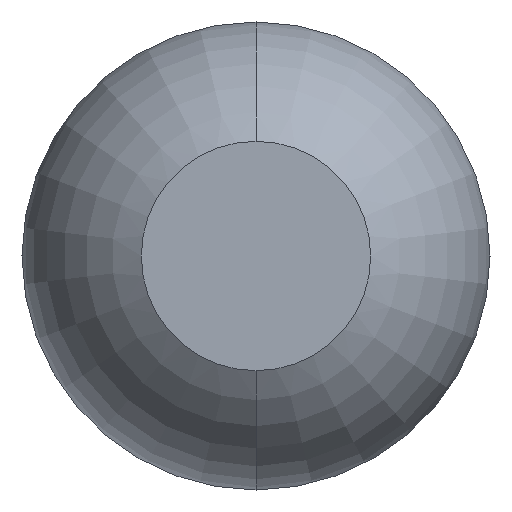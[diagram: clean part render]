
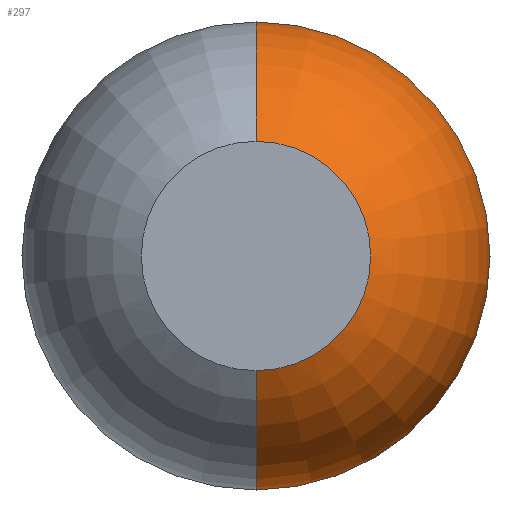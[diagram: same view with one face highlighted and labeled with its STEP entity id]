
A CAD part, front view. The second image highlights one B-rep face of the part: STEP entity #297.
In plain terms, the highlighted toroidal (fillet/blend) face has major radius 0.01 mm and minor radius 0.5 mm.
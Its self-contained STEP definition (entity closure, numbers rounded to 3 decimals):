
#79 = AXIS2_PLACEMENT_3D ( 'NONE', #3807, #1894, #1328 ) ;
#130 = CARTESIAN_POINT ( 'NONE',  ( 0., -25.4, -0.25 ) ) ;
#178 = CARTESIAN_POINT ( 'NONE',  ( 0., -24.961, 0. ) ) ;
#266 = CARTESIAN_POINT ( 'NONE',  ( 0., -25.4, 0. ) ) ;
#297 = ADVANCED_FACE ( 'Defeature ausgef�hrt1_0', ( #2980 ), #2504, .T. ) ;
#439 = CIRCLE ( 'NONE', #2123, 0.5 ) ;
#576 = DIRECTION ( 'NONE',  ( 0., 1., 0. ) ) ;
#652 = EDGE_CURVE ( 'NONE', #1994, #2105, #2046, .T. ) ;
#688 = ORIENTED_EDGE ( 'NONE', *, *, #2092, .T. ) ;
#917 = VERTEX_POINT ( 'NONE', #130 ) ;
#1066 = CARTESIAN_POINT ( 'NONE',  ( 0., -24.961, 0.01 ) ) ;
#1085 = CARTESIAN_POINT ( 'NONE',  ( 0., -24.961, -0.01 ) ) ;
#1093 = ORIENTED_EDGE ( 'NONE', *, *, #1919, .T. ) ;
#1111 = DIRECTION ( 'NONE',  ( 0., 0., -1. ) ) ;
#1146 = CIRCLE ( 'NONE', #79, 0.51 ) ;
#1187 = CIRCLE ( 'NONE', #3831, 0.25 ) ;
#1328 = DIRECTION ( 'NONE',  ( 0., 0., -1. ) ) ;
#1358 = CARTESIAN_POINT ( 'NONE',  ( 0., -24.961, 0.51 ) ) ;
#1465 = DIRECTION ( 'NONE',  ( 0., -1., 0. ) ) ;
#1541 = CARTESIAN_POINT ( 'NONE',  ( 0., -25.4, 0.25 ) ) ;
#1761 = DIRECTION ( 'NONE',  ( 0., 0., -1. ) ) ;
#1824 = CARTESIAN_POINT ( 'NONE',  ( 0., -24.961, -0.51 ) ) ;
#1894 = DIRECTION ( 'NONE',  ( 0., -1., 0. ) ) ;
#1919 = EDGE_CURVE ( 'Defeature ausgef�hrt1_0+Defeature ausgef�hrt1_6+Defeature ausgef�hrt1_6+Defeature ausgef�hrt1_6', #2125, #1994, #1146, .T. ) ;
#1994 = VERTEX_POINT ( 'NONE', #1358 ) ;
#2043 = DIRECTION ( 'NONE',  ( 0., 0., 1. ) ) ;
#2046 = CIRCLE ( 'NONE', #3140, 0.5 ) ;
#2055 = DIRECTION ( 'NONE',  ( -1., 0., 0. ) ) ;
#2092 = EDGE_CURVE ( 'Defeature ausgef�hrt1_0+Defeature ausgef�hrt1_11+Defeature ausgef�hrt1_11+Defeature ausgef�hrt1_11', #2105, #917, #1187, .T. ) ;
#2105 = VERTEX_POINT ( 'NONE', #1541 ) ;
#2123 = AXIS2_PLACEMENT_3D ( 'NONE', #1085, #2055, #2043 ) ;
#2125 = VERTEX_POINT ( 'NONE', #1824 ) ;
#2332 = ORIENTED_EDGE ( 'NONE', *, *, #652, .T. ) ;
#2395 = EDGE_CURVE ( 'NONE', #2125, #917, #439, .T. ) ;
#2504 = TOROIDAL_SURFACE ( 'NONE', #3415, 0.01, 0.5 ) ;
#2601 = ORIENTED_EDGE ( 'NONE', *, *, #2395, .F. ) ;
#2667 = DIRECTION ( 'NONE',  ( 1., 0., 0. ) ) ;
#2753 = DIRECTION ( 'NONE',  ( 0., 0., 1. ) ) ;
#2980 = FACE_OUTER_BOUND ( 'NONE', #3309, .T. ) ;
#3140 = AXIS2_PLACEMENT_3D ( 'NONE', #1066, #2667, #1111 ) ;
#3309 = EDGE_LOOP ( 'NONE', ( #1093, #2332, #688, #2601 ) ) ;
#3415 = AXIS2_PLACEMENT_3D ( 'NONE', #178, #1465, #1761 ) ;
#3807 = CARTESIAN_POINT ( 'NONE',  ( 0., -24.961, 0. ) ) ;
#3831 = AXIS2_PLACEMENT_3D ( 'NONE', #266, #576, #2753 ) ;
